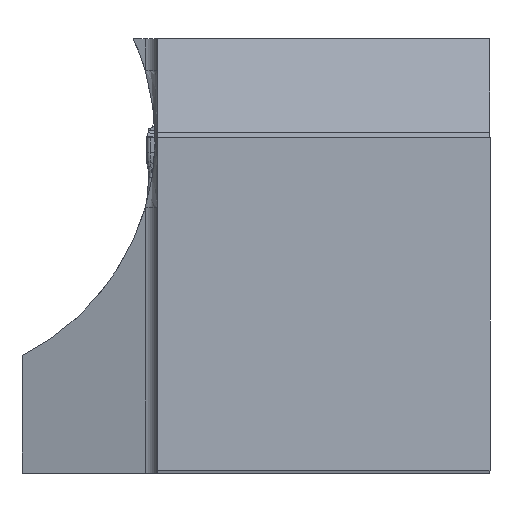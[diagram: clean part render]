
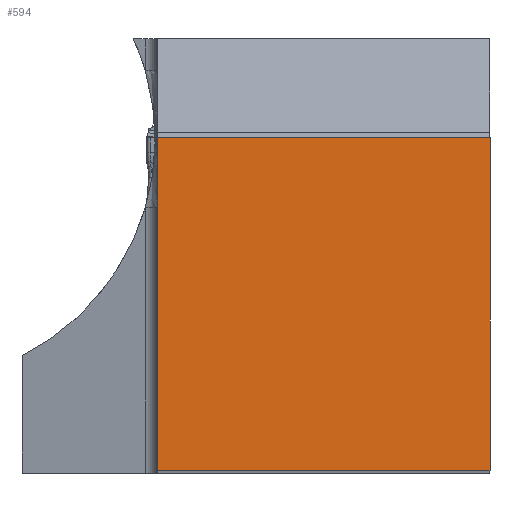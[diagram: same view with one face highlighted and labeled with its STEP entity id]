
A CAD part, top view. The second image highlights one B-rep face of the part: STEP entity #594.
In plain terms, the highlighted planar face has unit normal (0, 0, 1).
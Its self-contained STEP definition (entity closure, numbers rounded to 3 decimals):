
#167=PLANE('',#5209);
#594=ADVANCED_FACE('',(#964),#167,.T.);
#964=FACE_OUTER_BOUND('',#1256,.T.);
#1256=EDGE_LOOP('',(#3057,#3058,#3059,#3060));
#3057=ORIENTED_EDGE('',*,*,#4404,.F.);
#3058=ORIENTED_EDGE('',*,*,#4415,.T.);
#3059=ORIENTED_EDGE('',*,*,#4410,.T.);
#3060=ORIENTED_EDGE('',*,*,#4416,.F.);
#3696=VERTEX_POINT('',#10953);
#3700=VERTEX_POINT('',#10961);
#3704=VERTEX_POINT('',#10973);
#3705=VERTEX_POINT('',#10975);
#4404=EDGE_CURVE('',#3700,#3696,#4653,.T.);
#4410=EDGE_CURVE('',#3705,#3704,#4659,.T.);
#4415=EDGE_CURVE('',#3700,#3705,#4664,.T.);
#4416=EDGE_CURVE('',#3696,#3704,#4665,.T.);
#4653=LINE('',#10962,#4881);
#4659=LINE('',#10974,#4887);
#4664=LINE('',#10983,#4892);
#4665=LINE('',#10984,#4893);
#4881=VECTOR('',#5960,1.);
#4887=VECTOR('',#5970,1.);
#4892=VECTOR('',#5977,1.);
#4893=VECTOR('',#5978,1.);
#5209=AXIS2_PLACEMENT_3D('',#10985,#5979,#5980);
#5960=DIRECTION('',(0.,-1.,0.));
#5970=DIRECTION('',(0.,-1.,0.));
#5977=DIRECTION('',(-1.,0.,0.));
#5978=DIRECTION('',(-1.,0.,0.));
#5979=DIRECTION('',(0.,0.,1.));
#5980=DIRECTION('',(1.,0.,0.));
#10953=CARTESIAN_POINT('',(0.,0.,0.));
#10961=CARTESIAN_POINT('',(0.,19.9,0.));
#10962=CARTESIAN_POINT('',(0.,40.,0.));
#10973=CARTESIAN_POINT('',(-19.9,0.,0.));
#10974=CARTESIAN_POINT('',(-19.9,40.,0.));
#10975=CARTESIAN_POINT('',(-19.9,19.9,0.));
#10983=CARTESIAN_POINT('',(0.,19.9,0.));
#10984=CARTESIAN_POINT('',(0.,0.,0.));
#10985=CARTESIAN_POINT('',(0.,19.9,0.));
